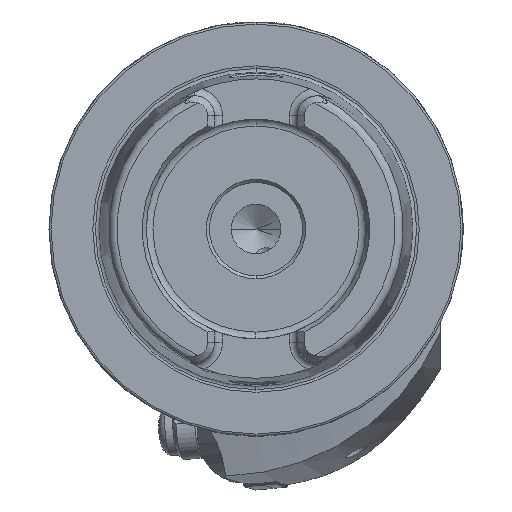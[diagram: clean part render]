
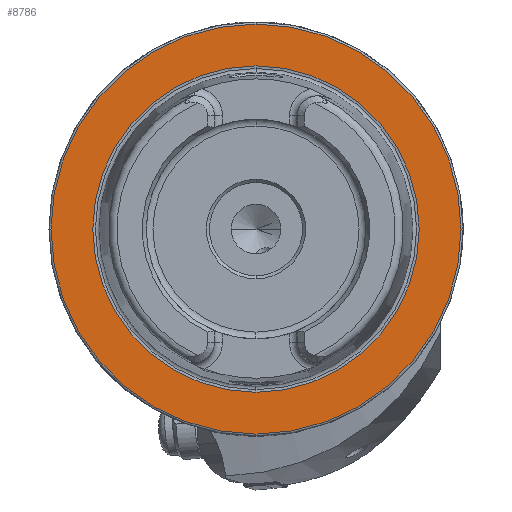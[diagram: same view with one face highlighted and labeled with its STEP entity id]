
A CAD part, left-side view. The second image highlights one B-rep face of the part: STEP entity #8786.
In plain terms, the highlighted planar face has unit normal (-1, 0, 0).
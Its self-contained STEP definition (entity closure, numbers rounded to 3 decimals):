
#24 = AXIS2_PLACEMENT_3D ( 'NONE', #3825, #3826, #3827 ) ;
#27 = AXIS2_PLACEMENT_3D ( 'NONE', #3837, #3838, #3839 ) ;
#502 = VERTEX_POINT ( 'NONE', #7039 ) ;
#503 = VERTEX_POINT ( 'NONE', #7040 ) ;
#1886 = VERTEX_POINT ( 'NONE', #7909 ) ;
#1936 = VERTEX_POINT ( 'NONE', #7959 ) ;
#2955 = CARTESIAN_POINT ( 'NONE',  ( 0., 49.5, 0. ) ) ;
#2962 = PLANE ( 'NONE',  #16099 ) ;
#2965 = DIRECTION ( 'NONE',  ( 1., 0., 0. ) ) ;
#2967 = DIRECTION ( 'NONE',  ( 0., 0., -1. ) ) ;
#3825 = CARTESIAN_POINT ( 'NONE',  ( 0., 0., 0. ) ) ;
#3826 = DIRECTION ( 'NONE',  ( -1., 0., 0. ) ) ;
#3827 = DIRECTION ( 'NONE',  ( 0., 0., 1. ) ) ;
#3837 = CARTESIAN_POINT ( 'NONE',  ( 0., 0., 0. ) ) ;
#3838 = DIRECTION ( 'NONE',  ( -1., 0., 0. ) ) ;
#3839 = DIRECTION ( 'NONE',  ( 0., 0., 1. ) ) ;
#6295 = CARTESIAN_POINT ( 'NONE',  ( 0., 0., 0. ) ) ;
#6296 = DIRECTION ( 'NONE',  ( -1., 0., 0. ) ) ;
#6297 = DIRECTION ( 'NONE',  ( 0., 0., 1. ) ) ;
#6298 = CARTESIAN_POINT ( 'NONE',  ( 0., 0., 0. ) ) ;
#6299 = DIRECTION ( 'NONE',  ( -1., 0., 0. ) ) ;
#6300 = DIRECTION ( 'NONE',  ( 0., 0., 1. ) ) ;
#7039 = CARTESIAN_POINT ( 'NONE',  ( 0., 0., -39.405 ) ) ;
#7040 = CARTESIAN_POINT ( 'NONE',  ( 0., 0., 39.405 ) ) ;
#7909 = CARTESIAN_POINT ( 'NONE',  ( 0., 0., 49.5 ) ) ;
#7959 = CARTESIAN_POINT ( 'NONE',  ( 0., 0., -49.5 ) ) ;
#8786 = ADVANCED_FACE ( 'NONE', ( #15831, #15835 ), #2962, .F. ) ;
#9091 = CIRCLE ( 'NONE', #16269, 39.405 ) ;
#9092 = CIRCLE ( 'NONE', #16270, 49.5 ) ;
#9272 = CIRCLE ( 'NONE', #24, 49.5 ) ;
#9275 = CIRCLE ( 'NONE', #27, 39.405 ) ;
#12395 = ORIENTED_EDGE ( 'NONE', *, *, #12671, .F. ) ;
#12396 = ORIENTED_EDGE ( 'NONE', *, *, #15254, .F. ) ;
#12397 = ORIENTED_EDGE ( 'NONE', *, *, #15250, .T. ) ;
#12398 = ORIENTED_EDGE ( 'NONE', *, *, #12672, .T. ) ;
#12671 = EDGE_CURVE ( 'NONE', #503, #502, #9091, .T. ) ;
#12672 = EDGE_CURVE ( 'NONE', #1936, #1886, #9092, .T. ) ;
#15250 = EDGE_CURVE ( 'NONE', #1886, #1936, #9272, .T. ) ;
#15254 = EDGE_CURVE ( 'NONE', #502, #503, #9275, .T. ) ;
#15831 = FACE_BOUND ( 'NONE', #16067, .T. ) ;
#15835 = FACE_OUTER_BOUND ( 'NONE', #16071, .T. ) ;
#16067 = EDGE_LOOP ( 'NONE', ( #12395, #12396 ) ) ;
#16071 = EDGE_LOOP ( 'NONE', ( #12397, #12398 ) ) ;
#16099 = AXIS2_PLACEMENT_3D ( 'NONE', #2955, #2965, #2967 ) ;
#16269 = AXIS2_PLACEMENT_3D ( 'NONE', #6295, #6296, #6297 ) ;
#16270 = AXIS2_PLACEMENT_3D ( 'NONE', #6298, #6299, #6300 ) ;
